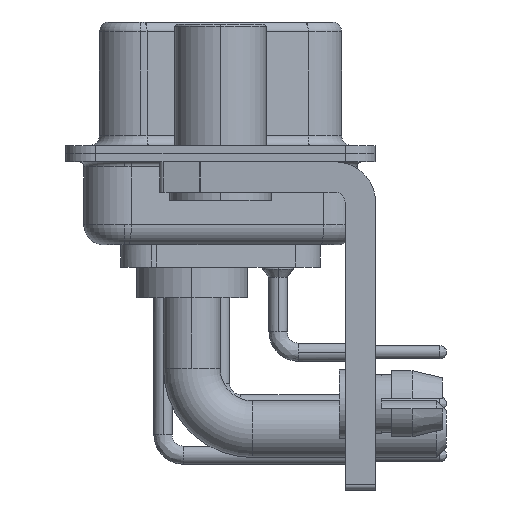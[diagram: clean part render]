
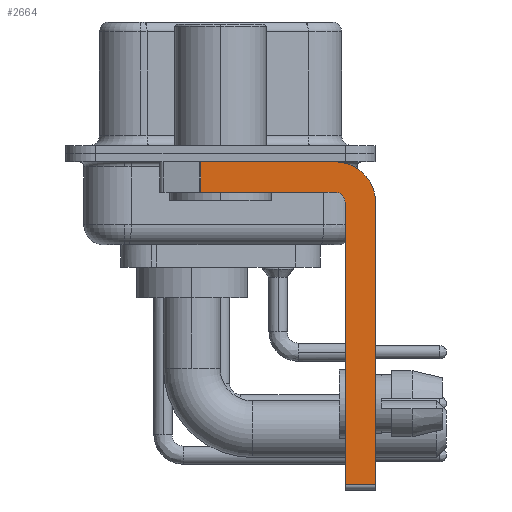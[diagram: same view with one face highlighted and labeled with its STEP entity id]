
A CAD part, left-side view. The second image highlights one B-rep face of the part: STEP entity #2664.
In plain terms, the highlighted planar face has unit normal (-1, 0, 0).
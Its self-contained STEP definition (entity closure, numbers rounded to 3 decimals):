
#74 = CARTESIAN_POINT ( 'NONE',  ( -2.9, -6.15, -16.6 ) ) ;
#512 = DIRECTION ( 'NONE',  ( 0., -1., 0. ) ) ;
#567 = VECTOR ( 'NONE', #14654, 1000. ) ;
#2553 = EDGE_CURVE ( 'NONE', #33922, #8882, #21670, .T. ) ;
#2664 = ADVANCED_FACE ( 'NONE', ( #12001 ), #24595, .F. ) ;
#4636 = VERTEX_POINT ( 'NONE', #35468 ) ;
#5867 = CARTESIAN_POINT ( 'NONE',  ( -2.9, -6.15, -16.35 ) ) ;
#5916 = LINE ( 'NONE', #74, #567 ) ;
#7298 = ORIENTED_EDGE ( 'NONE', *, *, #10429, .T. ) ;
#8392 = VERTEX_POINT ( 'NONE', #35248 ) ;
#8882 = VERTEX_POINT ( 'NONE', #32848 ) ;
#9803 = VERTEX_POINT ( 'NONE', #31802 ) ;
#9850 = DIRECTION ( 'NONE',  ( 0., 0., -1. ) ) ;
#10188 = DIRECTION ( 'NONE',  ( 0., 0., -1. ) ) ;
#10429 = EDGE_CURVE ( 'NONE', #16620, #8392, #36734, .T. ) ;
#11540 = DIRECTION ( 'NONE',  ( 0., 1., 0. ) ) ;
#12001 = FACE_OUTER_BOUND ( 'NONE', #34501, .T. ) ;
#12099 = CARTESIAN_POINT ( 'NONE',  ( -2.9, -5.65, -0.4 ) ) ;
#12449 = VECTOR ( 'NONE', #10188, 1000. ) ;
#13467 = AXIS2_PLACEMENT_3D ( 'NONE', #19135, #28234, #33472 ) ;
#13959 = VECTOR ( 'NONE', #30721, 1000. ) ;
#14095 = ORIENTED_EDGE ( 'NONE', *, *, #36175, .F. ) ;
#14445 = LINE ( 'NONE', #38092, #34398 ) ;
#14601 = VECTOR ( 'NONE', #512, 1000. ) ;
#14654 = DIRECTION ( 'NONE',  ( 0., 0., 1. ) ) ;
#15021 = EDGE_CURVE ( 'NONE', #4636, #9803, #34990, .T. ) ;
#15121 = EDGE_CURVE ( 'NONE', #16620, #30914, #18921, .T. ) ;
#15263 = ORIENTED_EDGE ( 'NONE', *, *, #15403, .F. ) ;
#15294 = ORIENTED_EDGE ( 'NONE', *, *, #15121, .F. ) ;
#15403 = EDGE_CURVE ( 'NONE', #9803, #8392, #14445, .T. ) ;
#15471 = CARTESIAN_POINT ( 'NONE',  ( -2.9, -5.65, -16.35 ) ) ;
#15947 = AXIS2_PLACEMENT_3D ( 'NONE', #36404, #17996, #9850 ) ;
#16252 = VERTEX_POINT ( 'NONE', #31576 ) ;
#16620 = VERTEX_POINT ( 'NONE', #17766 ) ;
#17042 = ORIENTED_EDGE ( 'NONE', *, *, #15021, .F. ) ;
#17766 = CARTESIAN_POINT ( 'NONE',  ( -2.9, 0.978, -0.4 ) ) ;
#17996 = DIRECTION ( 'NONE',  ( 1., 0., 0. ) ) ;
#18352 = ORIENTED_EDGE ( 'NONE', *, *, #33495, .F. ) ;
#18613 = VECTOR ( 'NONE', #24283, 1000. ) ;
#18921 = LINE ( 'NONE', #20739, #13959 ) ;
#19135 = CARTESIAN_POINT ( 'NONE',  ( -2.9, -5.65, -2.4 ) ) ;
#20485 = CIRCLE ( 'NONE', #13467, 2. ) ;
#20739 = CARTESIAN_POINT ( 'NONE',  ( -2.9, 3., -0.4 ) ) ;
#21670 = LINE ( 'NONE', #15471, #14601 ) ;
#22005 = CARTESIAN_POINT ( 'NONE',  ( -2.9, 0.978, -1.9 ) ) ;
#24283 = DIRECTION ( 'NONE',  ( 0., 0., -1. ) ) ;
#24375 = DIRECTION ( 'NONE',  ( -1., 0., 0. ) ) ;
#24561 = CARTESIAN_POINT ( 'NONE',  ( -2.9, -5.65, -2.4 ) ) ;
#24595 = PLANE ( 'NONE',  #15947 ) ;
#25710 = AXIS2_PLACEMENT_3D ( 'NONE', #24561, #24375, #27635 ) ;
#27170 = ORIENTED_EDGE ( 'NONE', *, *, #34486, .F. ) ;
#27364 = CARTESIAN_POINT ( 'NONE',  ( -2.9, -7.65, -2.4 ) ) ;
#27635 = DIRECTION ( 'NONE',  ( 0., 0., 1. ) ) ;
#28234 = DIRECTION ( 'NONE',  ( 1., 0., 0. ) ) ;
#30265 = LINE ( 'NONE', #27364, #18613 ) ;
#30721 = DIRECTION ( 'NONE',  ( 0., -1., 0. ) ) ;
#30914 = VERTEX_POINT ( 'NONE', #12099 ) ;
#31576 = CARTESIAN_POINT ( 'NONE',  ( -2.9, -7.65, -2.4 ) ) ;
#31602 = ORIENTED_EDGE ( 'NONE', *, *, #2553, .T. ) ;
#31802 = CARTESIAN_POINT ( 'NONE',  ( -2.9, -5.65, -1.9 ) ) ;
#32848 = CARTESIAN_POINT ( 'NONE',  ( -2.9, -7.65, -16.35 ) ) ;
#33472 = DIRECTION ( 'NONE',  ( 0., 0., -1. ) ) ;
#33495 = EDGE_CURVE ( 'NONE', #33922, #4636, #5916, .T. ) ;
#33922 = VERTEX_POINT ( 'NONE', #5867 ) ;
#34398 = VECTOR ( 'NONE', #11540, 1000. ) ;
#34486 = EDGE_CURVE ( 'NONE', #30914, #16252, #20485, .T. ) ;
#34501 = EDGE_LOOP ( 'NONE', ( #15294, #7298, #15263, #17042, #18352, #31602, #14095, #27170 ) ) ;
#34990 = CIRCLE ( 'NONE', #25710, 0.5 ) ;
#35248 = CARTESIAN_POINT ( 'NONE',  ( -2.9, 0.978, -1.9 ) ) ;
#35468 = CARTESIAN_POINT ( 'NONE',  ( -2.9, -6.15, -2.4 ) ) ;
#36175 = EDGE_CURVE ( 'NONE', #16252, #8882, #30265, .T. ) ;
#36404 = CARTESIAN_POINT ( 'NONE',  ( -2.9, -5.65, -2.4 ) ) ;
#36734 = LINE ( 'NONE', #22005, #12449 ) ;
#38092 = CARTESIAN_POINT ( 'NONE',  ( -2.9, -5.65, -1.9 ) ) ;
